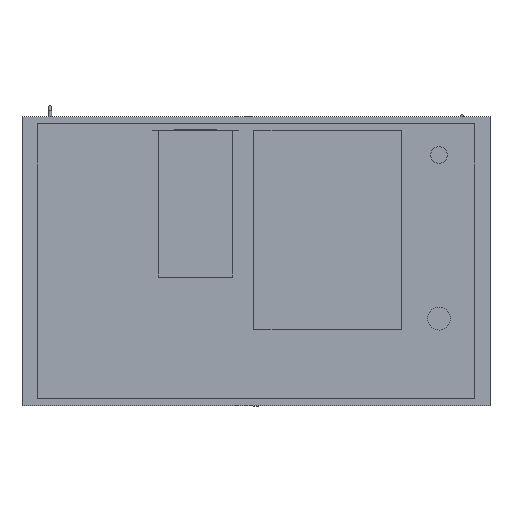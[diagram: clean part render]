
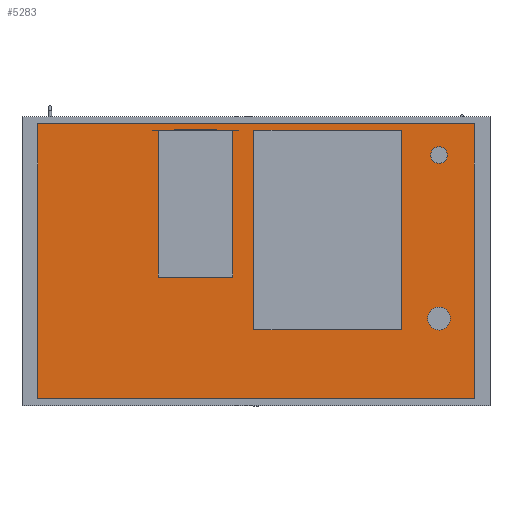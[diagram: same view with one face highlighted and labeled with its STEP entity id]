
A CAD part, front view. The second image highlights one B-rep face of the part: STEP entity #5283.
In plain terms, the highlighted planar face has unit normal (0, -1, 0).
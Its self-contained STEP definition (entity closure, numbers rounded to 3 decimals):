
#274=FACE_OUTER_BOUND('',#605,.T.);
#605=EDGE_LOOP('',(#3526,#3527,#3528,#3529));
#944=LINE('',#7669,#1588);
#948=LINE('',#7677,#1592);
#951=LINE('',#7683,#1595);
#954=LINE('',#7688,#1598);
#1588=VECTOR('',#6132,10.);
#1592=VECTOR('',#6138,10.);
#1595=VECTOR('',#6143,10.);
#1598=VECTOR('',#6148,10.);
#2228=VERTEX_POINT('',#7667);
#2229=VERTEX_POINT('',#7668);
#2232=VERTEX_POINT('',#7676);
#2234=VERTEX_POINT('',#7682);
#2736=EDGE_CURVE('',#2228,#2229,#944,.T.);
#2740=EDGE_CURVE('',#2232,#2228,#948,.T.);
#2743=EDGE_CURVE('',#2234,#2232,#951,.T.);
#2746=EDGE_CURVE('',#2229,#2234,#954,.T.);
#3526=ORIENTED_EDGE('',*,*,#2746,.F.);
#3527=ORIENTED_EDGE('',*,*,#2736,.F.);
#3528=ORIENTED_EDGE('',*,*,#2740,.F.);
#3529=ORIENTED_EDGE('',*,*,#2743,.F.);
#5008=PLANE('',#5672);
#5283=ADVANCED_FACE('',(#274),#5008,.F.);
#5672=AXIS2_PLACEMENT_3D('',#7691,#6152,#6153);
#6132=DIRECTION('',(0.,0.,1.));
#6138=DIRECTION('',(-1.,0.,0.));
#6143=DIRECTION('',(0.,0.,-1.));
#6148=DIRECTION('',(1.,0.,0.));
#6152=DIRECTION('center_axis',(0.,1.,0.));
#6153=DIRECTION('ref_axis',(0.,0.,1.));
#7667=CARTESIAN_POINT('',(-525.,0.,-330.));
#7668=CARTESIAN_POINT('',(-525.,0.,330.));
#7669=CARTESIAN_POINT('',(-525.,0.,-330.));
#7676=CARTESIAN_POINT('',(525.,0.,-330.));
#7677=CARTESIAN_POINT('',(525.,0.,-330.));
#7682=CARTESIAN_POINT('',(525.,0.,330.));
#7683=CARTESIAN_POINT('',(525.,0.,330.));
#7688=CARTESIAN_POINT('',(-525.,0.,330.));
#7691=CARTESIAN_POINT('Origin',(0.,0.,0.));
